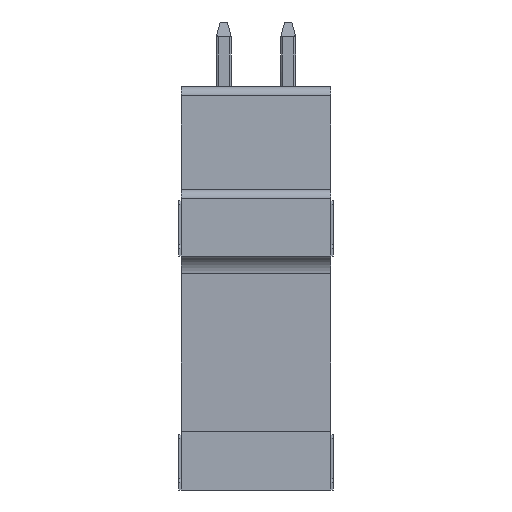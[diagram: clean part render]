
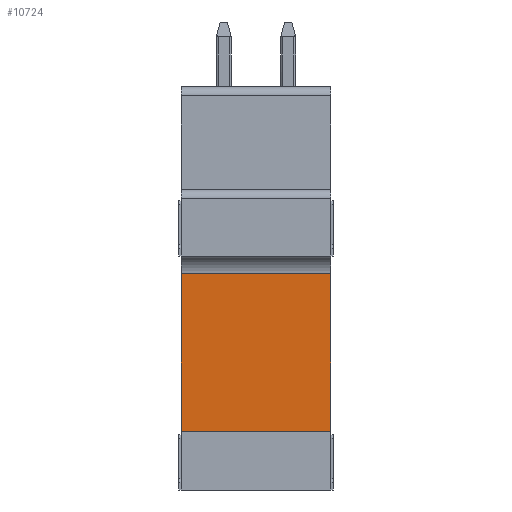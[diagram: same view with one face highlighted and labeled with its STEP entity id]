
A CAD part, front view. The second image highlights one B-rep face of the part: STEP entity #10724.
In plain terms, the highlighted planar face has unit normal (0, -1, -0.026).
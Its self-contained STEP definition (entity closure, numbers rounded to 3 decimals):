
#3606=DIRECTION('',(-1.,0.,0.));
#3607=VECTOR('',#3606,8.1);
#3608=CARTESIAN_POINT('',(-0.15,4.2,-9.5));
#3609=LINE('',#3608,#3607);
#3614=DIRECTION('',(0.,0.026,-1.));
#3615=VECTOR('',#3614,8.529);
#3616=CARTESIAN_POINT('',(-8.25,3.98,-0.974));
#3617=LINE('',#3616,#3615);
#3618=DIRECTION('',(-1.,0.,0.));
#3619=VECTOR('',#3618,8.1);
#3620=CARTESIAN_POINT('',(-0.15,3.98,-0.974));
#3621=LINE('',#3620,#3619);
#3622=DIRECTION('',(0.,0.026,-1.));
#3623=VECTOR('',#3622,8.529);
#3624=CARTESIAN_POINT('',(-0.15,3.98,-0.974));
#3625=LINE('',#3624,#3623);
#5804=CARTESIAN_POINT('',(-0.15,3.98,-0.974));
#5805=VERTEX_POINT('',#5804);
#5806=CARTESIAN_POINT('',(-0.15,4.2,-9.5));
#5807=VERTEX_POINT('',#5806);
#5924=CARTESIAN_POINT('',(-8.25,3.98,-0.974));
#5925=VERTEX_POINT('',#5924);
#5926=CARTESIAN_POINT('',(-8.25,4.2,-9.5));
#5927=VERTEX_POINT('',#5926);
#10711=CARTESIAN_POINT('',(0.,3.98,-0.974));
#10712=DIRECTION('',(0.,-1.,-0.026));
#10713=DIRECTION('',(0.,0.026,-1.));
#10714=AXIS2_PLACEMENT_3D('',#10711,#10712,#10713);
#10715=PLANE('',#10714);
#10716=ORIENTED_EDGE('',*,*,#8189,.F.);
#10718=ORIENTED_EDGE('',*,*,#10717,.F.);
#10720=ORIENTED_EDGE('',*,*,#10719,.T.);
#10721=ORIENTED_EDGE('',*,*,#10703,.T.);
#10722=EDGE_LOOP('',(#10716,#10718,#10720,#10721));
#10723=FACE_OUTER_BOUND('',#10722,.F.);
#10724=ADVANCED_FACE('',(#10723),#10715,.T.);
#8189=EDGE_CURVE('',#5925,#5927,#3617,.T.);
#10703=EDGE_CURVE('',#5807,#5927,#3609,.T.);
#10717=EDGE_CURVE('',#5805,#5925,#3621,.T.);
#10719=EDGE_CURVE('',#5805,#5807,#3625,.T.);
